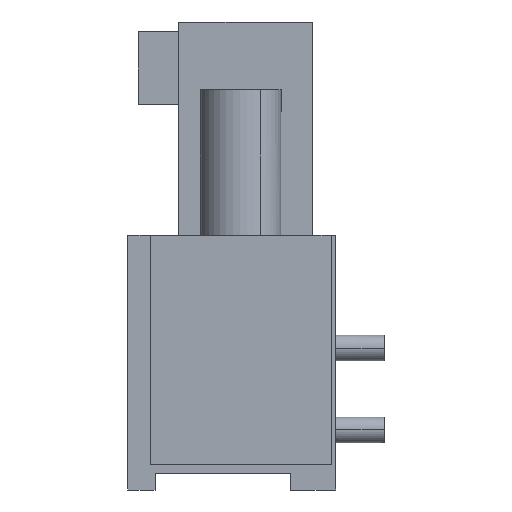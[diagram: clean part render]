
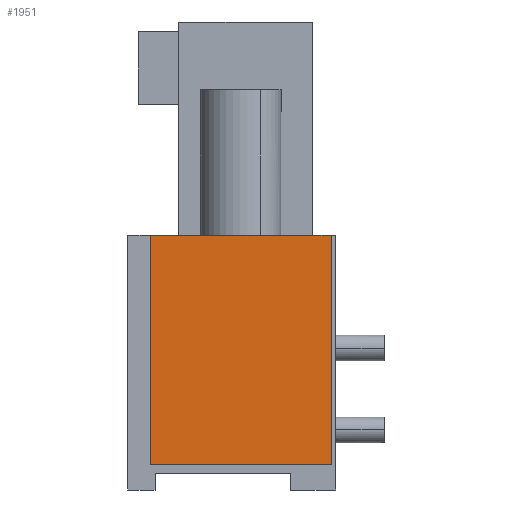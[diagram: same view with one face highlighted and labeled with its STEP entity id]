
A CAD part, left-side view. The second image highlights one B-rep face of the part: STEP entity #1951.
In plain terms, the highlighted planar face has unit normal (-1, 0, 0).
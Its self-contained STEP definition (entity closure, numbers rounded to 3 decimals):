
#557=CARTESIAN_POINT('Vertex',(0.,7.25,7.9)) ;
#560=CARTESIAN_POINT('Line Origine',(0.,4.45,7.9)) ;
#564=CARTESIAN_POINT('Vertex',(0.,1.65,7.9)) ;
#841=CARTESIAN_POINT('Vertex',(0.,1.65,0.8)) ;
#844=CARTESIAN_POINT('Line Origine',(0.,1.65,4.35)) ;
#861=CARTESIAN_POINT('Line Origine',(0.,4.45,0.8)) ;
#865=CARTESIAN_POINT('Vertex',(0.,7.25,0.8)) ;
#903=CARTESIAN_POINT('Line Origine',(0.,7.25,4.35)) ;
#1940=CARTESIAN_POINT('Axis2P3D Location',(0.,7.25,7.9)) ;
#561=DIRECTION('Vector Direction',(0.,-1.,0.)) ;
#845=DIRECTION('Vector Direction',(0.,0.,-1.)) ;
#862=DIRECTION('Vector Direction',(0.,-1.,0.)) ;
#904=DIRECTION('Vector Direction',(0.,0.,-1.)) ;
#1941=DIRECTION('Axis2P3D Direction',(1.,0.,0.)) ;
#1942=DIRECTION('Axis2P3D XDirection',(0.,-1.,0.)) ;
#1943=AXIS2_PLACEMENT_3D('Plane Axis2P3D',#1940,#1941,#1942) ;
#1946=ORIENTED_EDGE('',*,*,#867,.T.) ;
#1947=ORIENTED_EDGE('',*,*,#848,.F.) ;
#1948=ORIENTED_EDGE('',*,*,#566,.F.) ;
#1949=ORIENTED_EDGE('',*,*,#907,.T.) ;
#562=VECTOR('Line Direction',#561,1.) ;
#846=VECTOR('Line Direction',#845,1.) ;
#863=VECTOR('Line Direction',#862,1.) ;
#905=VECTOR('Line Direction',#904,1.) ;
#1951=ADVANCED_FACE('HOUSING',(#1950),#1944,.F.) ;
#566=EDGE_CURVE('',#558,#565,#563,.T.) ;
#848=EDGE_CURVE('',#565,#842,#847,.T.) ;
#867=EDGE_CURVE('',#866,#842,#864,.T.) ;
#907=EDGE_CURVE('',#558,#866,#906,.T.) ;
#1945=EDGE_LOOP('',(#1946,#1947,#1948,#1949)) ;
#1950=FACE_OUTER_BOUND('',#1945,.T.) ;
#563=LINE('Line',#560,#562) ;
#847=LINE('Line',#844,#846) ;
#864=LINE('Line',#861,#863) ;
#906=LINE('Line',#903,#905) ;
#1944=PLANE('',#1943) ;
#558=VERTEX_POINT('',#557) ;
#565=VERTEX_POINT('',#564) ;
#842=VERTEX_POINT('',#841) ;
#866=VERTEX_POINT('',#865) ;
